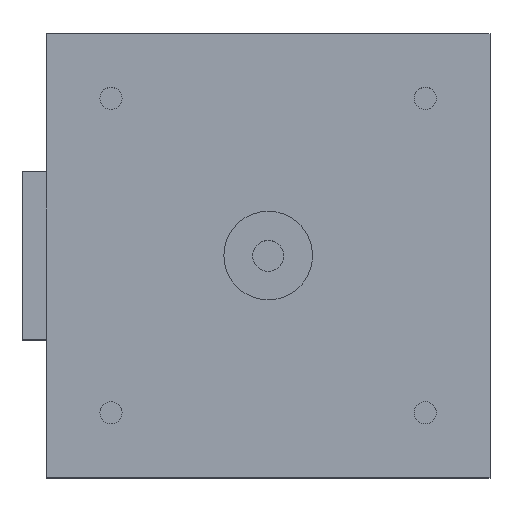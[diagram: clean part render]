
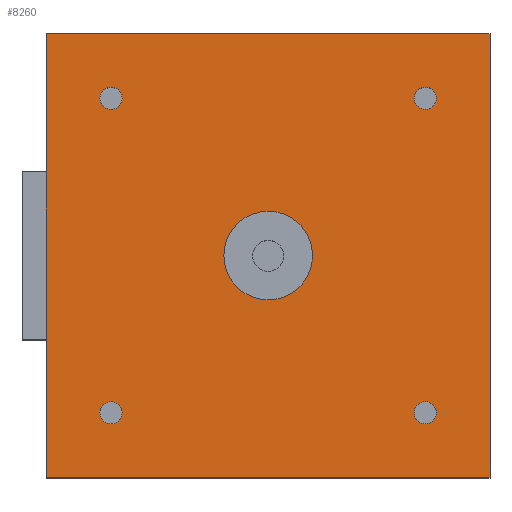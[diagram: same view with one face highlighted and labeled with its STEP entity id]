
A CAD part, top view. The second image highlights one B-rep face of the part: STEP entity #8260.
In plain terms, the highlighted planar face has unit normal (0, 0, 1).
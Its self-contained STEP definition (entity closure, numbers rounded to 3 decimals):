
#607=CIRCLE('',#9505,10.);
#609=CIRCLE('',#9516,2.5);
#611=CIRCLE('',#9519,2.5);
#613=CIRCLE('',#9522,2.5);
#615=CIRCLE('',#9525,2.5);
#1001=FACE_BOUND('',#1972,.T.);
#1002=FACE_BOUND('',#1973,.T.);
#1003=FACE_BOUND('',#1974,.T.);
#1004=FACE_BOUND('',#1975,.T.);
#1005=FACE_BOUND('',#1976,.T.);
#1400=FACE_OUTER_BOUND('',#1971,.T.);
#1971=EDGE_LOOP('',(#6857,#6858,#6859,#6860));
#1972=EDGE_LOOP('',(#6861));
#1973=EDGE_LOOP('',(#6862));
#1974=EDGE_LOOP('',(#6863));
#1975=EDGE_LOOP('',(#6864));
#1976=EDGE_LOOP('',(#6865));
#2668=LINE('',#13994,#3391);
#2688=LINE('',#14050,#3411);
#2690=LINE('',#14053,#3413);
#2691=LINE('',#14055,#3414);
#3391=VECTOR('',#11399,10.);
#3411=VECTOR('',#11455,10.);
#3413=VECTOR('',#11459,10.);
#3414=VECTOR('',#11462,10.);
#4095=VERTEX_POINT('',#13931);
#4117=VERTEX_POINT('',#13991);
#4118=VERTEX_POINT('',#13993);
#4123=VERTEX_POINT('',#14005);
#4125=VERTEX_POINT('',#14011);
#4127=VERTEX_POINT('',#14017);
#4129=VERTEX_POINT('',#14023);
#4135=VERTEX_POINT('',#14047);
#4136=VERTEX_POINT('',#14049);
#5027=EDGE_CURVE('',#4095,#4095,#607,.T.);
#5058=EDGE_CURVE('',#4118,#4117,#2668,.T.);
#5064=EDGE_CURVE('',#4123,#4123,#609,.T.);
#5067=EDGE_CURVE('',#4125,#4125,#611,.T.);
#5070=EDGE_CURVE('',#4127,#4127,#613,.T.);
#5073=EDGE_CURVE('',#4129,#4129,#615,.T.);
#5086=EDGE_CURVE('',#4136,#4135,#2688,.T.);
#5088=EDGE_CURVE('',#4135,#4118,#2690,.T.);
#5089=EDGE_CURVE('',#4117,#4136,#2691,.T.);
#6857=ORIENTED_EDGE('',*,*,#5089,.T.);
#6858=ORIENTED_EDGE('',*,*,#5086,.T.);
#6859=ORIENTED_EDGE('',*,*,#5088,.T.);
#6860=ORIENTED_EDGE('',*,*,#5058,.T.);
#6861=ORIENTED_EDGE('',*,*,#5027,.T.);
#6862=ORIENTED_EDGE('',*,*,#5064,.T.);
#6863=ORIENTED_EDGE('',*,*,#5067,.T.);
#6864=ORIENTED_EDGE('',*,*,#5070,.T.);
#6865=ORIENTED_EDGE('',*,*,#5073,.T.);
#7852=PLANE('',#9535);
#8260=ADVANCED_FACE('',(#1400,#1001,#1002,#1003,#1004,#1005),#7852,.T.);
#9505=AXIS2_PLACEMENT_3D('',#13932,#11350,#11351);
#9516=AXIS2_PLACEMENT_3D('',#14006,#11407,#11408);
#9519=AXIS2_PLACEMENT_3D('',#14012,#11414,#11415);
#9522=AXIS2_PLACEMENT_3D('',#14018,#11421,#11422);
#9525=AXIS2_PLACEMENT_3D('',#14024,#11428,#11429);
#9535=AXIS2_PLACEMENT_3D('',#14056,#11463,#11464);
#11350=DIRECTION('center_axis',(0.,0.,-1.));
#11351=DIRECTION('ref_axis',(-1.,0.,0.));
#11399=DIRECTION('',(0.,-1.,0.));
#11407=DIRECTION('center_axis',(0.,0.,-1.));
#11408=DIRECTION('ref_axis',(-1.,0.,0.));
#11414=DIRECTION('center_axis',(0.,0.,-1.));
#11415=DIRECTION('ref_axis',(-1.,0.,0.));
#11421=DIRECTION('center_axis',(0.,0.,-1.));
#11422=DIRECTION('ref_axis',(-1.,0.,0.));
#11428=DIRECTION('center_axis',(0.,0.,-1.));
#11429=DIRECTION('ref_axis',(-1.,0.,0.));
#11455=DIRECTION('',(0.,1.,0.));
#11459=DIRECTION('',(-1.,0.,0.));
#11462=DIRECTION('',(1.,0.,0.));
#11463=DIRECTION('center_axis',(0.,0.,1.));
#11464=DIRECTION('ref_axis',(-1.,0.,0.));
#13931=CARTESIAN_POINT('',(10.,0.,112.2));
#13932=CARTESIAN_POINT('Origin',(0.,0.,112.2));
#13991=CARTESIAN_POINT('',(-50.,-50.,112.2));
#13993=CARTESIAN_POINT('',(-50.,50.,112.2));
#13994=CARTESIAN_POINT('',(-50.,50.,112.2));
#14005=CARTESIAN_POINT('',(37.929,35.429,112.2));
#14006=CARTESIAN_POINT('Origin',(35.429,35.429,112.2));
#14011=CARTESIAN_POINT('',(37.929,-35.429,112.2));
#14012=CARTESIAN_POINT('Origin',(35.429,-35.429,112.2));
#14017=CARTESIAN_POINT('',(-32.929,35.429,112.2));
#14018=CARTESIAN_POINT('Origin',(-35.429,35.429,112.2));
#14023=CARTESIAN_POINT('',(-32.929,-35.429,112.2));
#14024=CARTESIAN_POINT('Origin',(-35.429,-35.429,112.2));
#14047=CARTESIAN_POINT('',(50.,50.,112.2));
#14049=CARTESIAN_POINT('',(50.,-50.,112.2));
#14050=CARTESIAN_POINT('',(50.,-50.,112.2));
#14053=CARTESIAN_POINT('',(50.,50.,112.2));
#14055=CARTESIAN_POINT('',(-50.,-50.,112.2));
#14056=CARTESIAN_POINT('Origin',(0.,0.,112.2));
